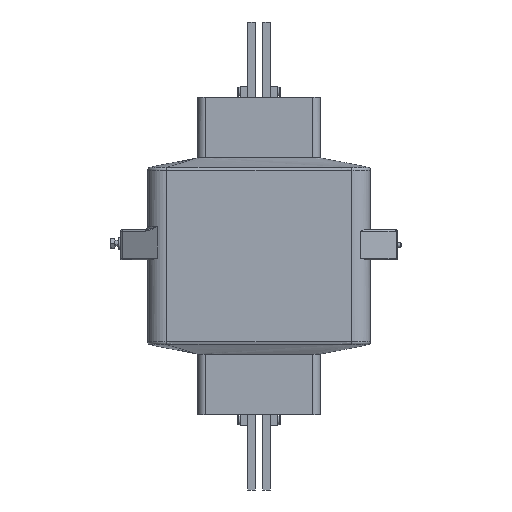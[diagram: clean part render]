
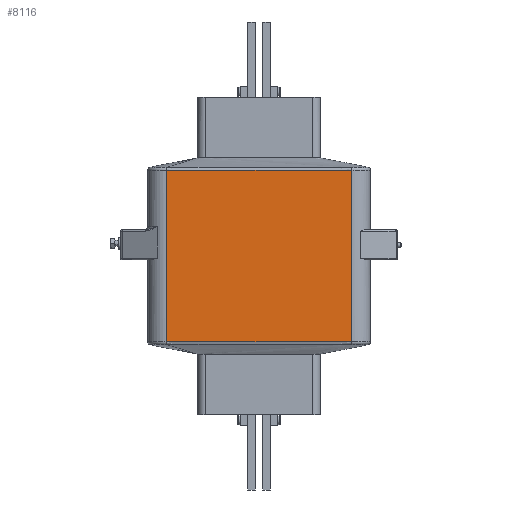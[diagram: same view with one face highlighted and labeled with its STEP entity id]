
A CAD part, left-side view. The second image highlights one B-rep face of the part: STEP entity #8116.
In plain terms, the highlighted planar face has unit normal (-1, 0, 0).
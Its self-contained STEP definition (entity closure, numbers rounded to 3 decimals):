
#22 = CARTESIAN_POINT ( 'NONE',  ( -147.5, -113.571, -16.294 ) ) ;
#148 = CARTESIAN_POINT ( 'NONE',  ( -147.5, -117.398, -16.347 ) ) ;
#275 = CARTESIAN_POINT ( 'NONE',  ( -147.5, 96.979, -16.351 ) ) ;
#412 = CARTESIAN_POINT ( 'NONE',  ( -147.5, 102.083, -16.354 ) ) ;
#735 = EDGE_CURVE ( 'NONE', #12474, #15245, #11993, .T. ) ;
#1272 = CARTESIAN_POINT ( 'NONE',  ( -147.5, -121.225, -243.557 ) ) ;
#1648 = CARTESIAN_POINT ( 'NONE',  ( -147.5, 112.292, -243.637 ) ) ;
#2110 = CARTESIAN_POINT ( 'NONE',  ( -147.5, -102.087, -16.296 ) ) ;
#2233 = CARTESIAN_POINT ( 'NONE',  ( -147.5, 81.666, -16.343 ) ) ;
#2370 = CARTESIAN_POINT ( 'NONE',  ( -147.5, -116.123, -16.321 ) ) ;
#2774 = CARTESIAN_POINT ( 'NONE',  ( -147.5, 121.224, -16.375 ) ) ;
#3101 = EDGE_LOOP ( 'NONE', ( #4446, #18588, #9698, #4047 ) ) ;
#3187 = VERTEX_POINT ( 'NONE', #13451 ) ;
#3362 = CARTESIAN_POINT ( 'NONE',  ( -147.5, -112.295, -243.706 ) ) ;
#3493 = CARTESIAN_POINT ( 'NONE',  ( -147.5, 119.948, -243.625 ) ) ;
#3722 = AXIS2_PLACEMENT_3D ( 'NONE', #6955, #25221, #9300 ) ;
#4047 = ORIENTED_EDGE ( 'NONE', *, *, #735, .T. ) ;
#4086 = CARTESIAN_POINT ( 'NONE',  ( -147.5, -112.295, -16.294 ) ) ;
#4436 = LINE ( 'NONE', #12445, #11193 ) ;
#4446 = ORIENTED_EDGE ( 'NONE', *, *, #18018, .T. ) ;
#4768 = CARTESIAN_POINT ( 'NONE',  ( -147.5, 122.5, -247. ) ) ;
#5480 = CARTESIAN_POINT ( 'NONE',  ( -147.5, 121.224, -243.625 ) ) ;
#5743 = CARTESIAN_POINT ( 'NONE',  ( -147.5, 81.666, -243.657 ) ) ;
#5863 = CARTESIAN_POINT ( 'NONE',  ( -147.5, 20.415, -243.676 ) ) ;
#6203 = CARTESIAN_POINT ( 'NONE',  ( -147.5, -20.419, -16.315 ) ) ;
#6342 = CARTESIAN_POINT ( 'NONE',  ( -147.5, -121.225, -16.443 ) ) ;
#6474 = CARTESIAN_POINT ( 'NONE',  ( -147.5, 112.292, -16.363 ) ) ;
#6955 = CARTESIAN_POINT ( 'NONE',  ( -147.5, -122.5, -247. ) ) ;
#7328 = CARTESIAN_POINT ( 'NONE',  ( -147.5, -109.743, -243.706 ) ) ;
#7463 = CARTESIAN_POINT ( 'NONE',  ( -147.5, -116.123, -243.679 ) ) ;
#7586 = CARTESIAN_POINT ( 'NONE',  ( -147.5, -114.209, -243.702 ) ) ;
#7840 = CARTESIAN_POINT ( 'NONE',  ( -147.5, 109.739, -243.639 ) ) ;
#8116 = ADVANCED_FACE ( 'NONE', ( #12859 ), #21024, .F. ) ;
#8163 = CARTESIAN_POINT ( 'NONE',  ( -147.5, -71.461, -16.304 ) ) ;
#8437 = CARTESIAN_POINT ( 'NONE',  ( -147.5, 109.739, -16.361 ) ) ;
#9300 = DIRECTION ( 'NONE',  ( 0., 0., -1. ) ) ;
#9698 = ORIENTED_EDGE ( 'NONE', *, *, #12238, .F. ) ;
#9815 = VERTEX_POINT ( 'NONE', #22389 ) ;
#10147 = CARTESIAN_POINT ( 'NONE',  ( -147.5, -81.67, -16.301 ) ) ;
#10412 = CARTESIAN_POINT ( 'NONE',  ( -147.5, -114.209, -16.298 ) ) ;
#11056 = CARTESIAN_POINT ( 'NONE',  ( -147.5, 119.948, -16.375 ) ) ;
#11193 = VECTOR ( 'NONE', #20492, 1000. ) ;
#11262 = CARTESIAN_POINT ( 'NONE',  ( -147.5, 96.979, -243.649 ) ) ;
#11522 = CARTESIAN_POINT ( 'NONE',  ( -147.5, -108.467, -243.705 ) ) ;
#11627 = B_SPLINE_CURVE_WITH_KNOTS ( 'NONE', 3,
 ( #20015, #6342, #22246, #148, #2370, #10412, #22, #4086, #12111, #24492, #18426, #2110, #12248, #10147, #8163, #16175, #6203, #18288, #20280, #16309, #2233, #275, #412, #8437, #6474, #14471, #21190, #11056, #2774, #25130 ),
 .UNSPECIFIED., .F., .F.,
 ( 4, 2, 2, 2, 2, 2, 2, 2, 2, 2, 2, 2, 2, 2, 4 ),
 ( 0., 0.004, 0.008, 0.01, 0.011, 0.015, 0.031, 0.061, 0.122, 0.184, 0.214, 0.23, 0.237, 0.241, 0.245 ),
 .UNSPECIFIED. ) ;
#11779 = CARTESIAN_POINT ( 'NONE',  ( -147.5, -111.657, -243.706 ) ) ;
#11993 = B_SPLINE_CURVE_WITH_KNOTS ( 'NONE', 3,
 ( #15587, #5480, #3493, #17815, #25855, #1648, #7840, #23639, #11262, #5743, #19418, #19815, #5863, #13346, #19546, #21786, #25600, #21394, #19288, #11522, #7328, #11779, #3362, #13477, #7586, #7463, #15325, #23505, #1272, #21653 ),
 .UNSPECIFIED., .F., .F.,
 ( 4, 2, 2, 2, 2, 2, 2, 2, 2, 2, 2, 2, 2, 2, 4 ),
 ( 0., 0.004, 0.008, 0.015, 0.031, 0.061, 0.123, 0.184, 0.214, 0.23, 0.234, 0.235, 0.237, 0.241, 0.245 ),
 .UNSPECIFIED. ) ;
#12111 = CARTESIAN_POINT ( 'NONE',  ( -147.5, -111.657, -16.294 ) ) ;
#12238 = EDGE_CURVE ( 'NONE', #12474, #9815, #14749, .T. ) ;
#12248 = CARTESIAN_POINT ( 'NONE',  ( -147.5, -96.982, -16.297 ) ) ;
#12445 = CARTESIAN_POINT ( 'NONE',  ( -147.5, -122.5, -247. ) ) ;
#12474 = VERTEX_POINT ( 'NONE', #16488 ) ;
#12859 = FACE_OUTER_BOUND ( 'NONE', #3101, .T. ) ;
#13346 = CARTESIAN_POINT ( 'NONE',  ( -147.5, -20.419, -243.685 ) ) ;
#13451 = CARTESIAN_POINT ( 'NONE',  ( -147.5, -122.5, -16.482 ) ) ;
#13477 = CARTESIAN_POINT ( 'NONE',  ( -147.5, -113.571, -243.706 ) ) ;
#14004 = VECTOR ( 'NONE', #16970, 1000. ) ;
#14471 = CARTESIAN_POINT ( 'NONE',  ( -147.5, 116.12, -16.368 ) ) ;
#14749 = LINE ( 'NONE', #4768, #14004 ) ;
#15245 = VERTEX_POINT ( 'NONE', #25689 ) ;
#15287 = EDGE_CURVE ( 'NONE', #3187, #9815, #11627, .T. ) ;
#15325 = CARTESIAN_POINT ( 'NONE',  ( -147.5, -117.398, -243.653 ) ) ;
#15587 = CARTESIAN_POINT ( 'NONE',  ( -147.5, 122.5, -243.6 ) ) ;
#16175 = CARTESIAN_POINT ( 'NONE',  ( -147.5, -40.836, -16.311 ) ) ;
#16309 = CARTESIAN_POINT ( 'NONE',  ( -147.5, 71.458, -16.34 ) ) ;
#16488 = CARTESIAN_POINT ( 'NONE',  ( -147.5, 122.5, -243.6 ) ) ;
#16970 = DIRECTION ( 'NONE',  ( 0., 0., 1. ) ) ;
#17815 = CARTESIAN_POINT ( 'NONE',  ( -147.5, 117.396, -243.63 ) ) ;
#18018 = EDGE_CURVE ( 'NONE', #15245, #3187, #4436, .T. ) ;
#18288 = CARTESIAN_POINT ( 'NONE',  ( -147.5, 20.415, -16.324 ) ) ;
#18426 = CARTESIAN_POINT ( 'NONE',  ( -147.5, -108.467, -16.295 ) ) ;
#18588 = ORIENTED_EDGE ( 'NONE', *, *, #15287, .T. ) ;
#19288 = CARTESIAN_POINT ( 'NONE',  ( -147.5, -102.087, -243.704 ) ) ;
#19418 = CARTESIAN_POINT ( 'NONE',  ( -147.5, 71.458, -243.66 ) ) ;
#19546 = CARTESIAN_POINT ( 'NONE',  ( -147.5, -40.836, -243.689 ) ) ;
#19815 = CARTESIAN_POINT ( 'NONE',  ( -147.5, 40.832, -243.671 ) ) ;
#20015 = CARTESIAN_POINT ( 'NONE',  ( -147.5, -122.5, -16.482 ) ) ;
#20280 = CARTESIAN_POINT ( 'NONE',  ( -147.5, 40.832, -16.329 ) ) ;
#20492 = DIRECTION ( 'NONE',  ( 0., 0., 1. ) ) ;
#21024 = PLANE ( 'NONE',  #3722 ) ;
#21190 = CARTESIAN_POINT ( 'NONE',  ( -147.5, 117.396, -16.37 ) ) ;
#21394 = CARTESIAN_POINT ( 'NONE',  ( -147.5, -96.982, -243.703 ) ) ;
#21653 = CARTESIAN_POINT ( 'NONE',  ( -147.5, -122.5, -243.518 ) ) ;
#21786 = CARTESIAN_POINT ( 'NONE',  ( -147.5, -71.461, -243.696 ) ) ;
#22246 = CARTESIAN_POINT ( 'NONE',  ( -147.5, -119.949, -16.408 ) ) ;
#22389 = CARTESIAN_POINT ( 'NONE',  ( -147.5, 122.5, -16.4 ) ) ;
#23505 = CARTESIAN_POINT ( 'NONE',  ( -147.5, -119.949, -243.592 ) ) ;
#23639 = CARTESIAN_POINT ( 'NONE',  ( -147.5, 102.083, -243.646 ) ) ;
#24492 = CARTESIAN_POINT ( 'NONE',  ( -147.5, -109.743, -16.294 ) ) ;
#25130 = CARTESIAN_POINT ( 'NONE',  ( -147.5, 122.5, -16.4 ) ) ;
#25221 = DIRECTION ( 'NONE',  ( 1., 0., 0. ) ) ;
#25600 = CARTESIAN_POINT ( 'NONE',  ( -147.5, -81.67, -243.699 ) ) ;
#25689 = CARTESIAN_POINT ( 'NONE',  ( -147.5, -122.5, -243.518 ) ) ;
#25855 = CARTESIAN_POINT ( 'NONE',  ( -147.5, 116.12, -243.632 ) ) ;
